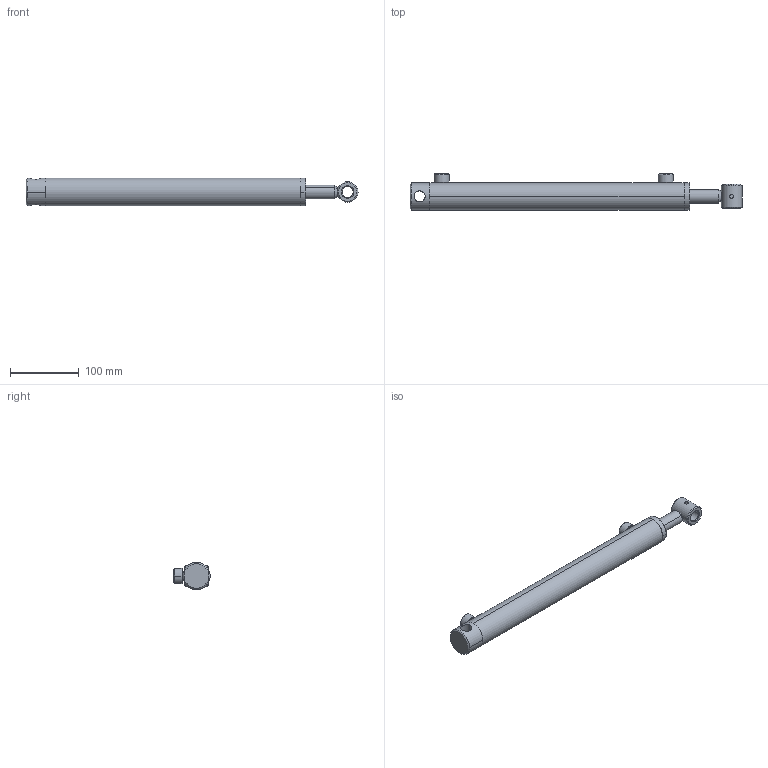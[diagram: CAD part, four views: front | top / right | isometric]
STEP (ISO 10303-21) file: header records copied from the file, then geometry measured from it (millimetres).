
FILE_DESCRIPTION (( 'STEP AP203' ), '1' );
FILE_NAME ('700-30.STEP', '2014-07-15T09:24:18', ( '' ), ( '' ), 'SwSTEP 2.0', 'SolidWorks 2014', '' );
FILE_SCHEMA (( 'CONFIG_CONTROL_DESIGN' ));
Length unit declared in the file: millimetre
Products named in the file (8): Rohr^700-30; 700-30; P700^700-30; ET700; AL14; D700^700-30; Stange^700-30; Boden^700-30
Assembly tree (8 placements, depth 2):
  700-30
    Rohr^700-30
    Stange^700-30
    AL14  x2
    D700^700-30
    P700^700-30
    Boden^700-30
    ET700
Bounding box: 484 x 53 x 40 mm (x, y, z)
Volume: 384041.6 mm3; surface area: 140328 mm2
Topology: 8 solids, 8 shells, 103 faces, 215 edges, 130 vertices
Faces by surface type: cylinder 44, cone 40, plane 19
Entity records: 3959 total; most frequent: CARTESIAN_POINT 1105, DIRECTION 457, ORIENTED_EDGE 374, AXIS2_PLACEMENT_3D 192, EDGE_CURVE 187, VERTEX_POINT 114, EDGE_LOOP 111, CIRCLE 92
